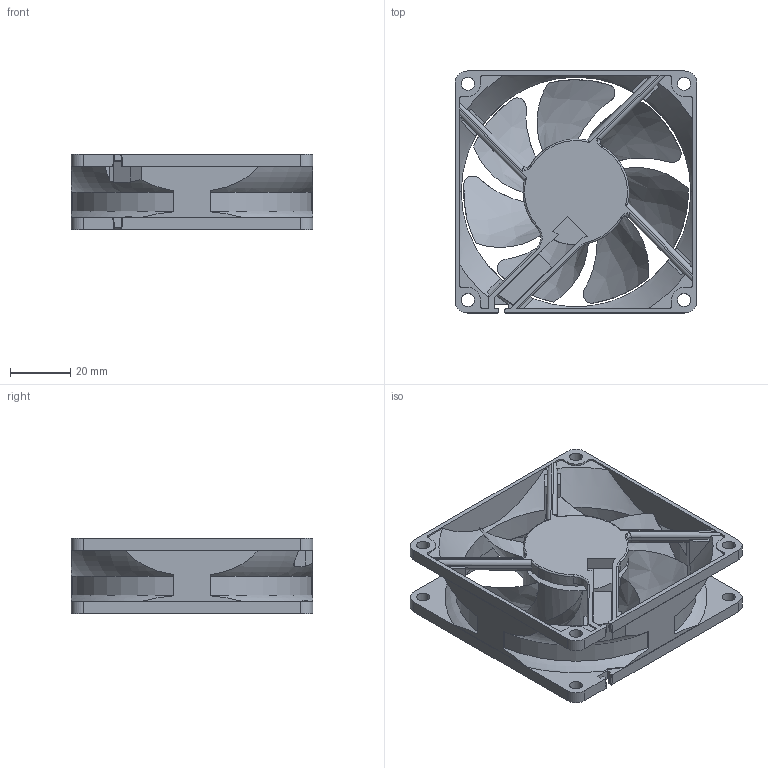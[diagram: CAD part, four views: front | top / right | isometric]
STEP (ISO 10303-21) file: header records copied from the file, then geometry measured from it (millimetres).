
FILE_DESCRIPTION (( 'STEP AP203' ), '1' );
FILE_NAME ('NMB_3110KL.STEP', '2016-08-03T20:54:02', ( 'Admin' ), ( '' ), 'SwSTEP 2.0', 'SolidWorks 2013', '' );
FILE_SCHEMA (( 'CONFIG_CONTROL_DESIGN' ));
Length unit declared in the file: millimetre
Products named in the file (1): NMB_3110KL
Bounding box: 80 x 80 x 25 mm (x, y, z)
Volume: 43560.8 mm3; surface area: 34686.9 mm2
Topology: 2 solids, 2 shells, 328 faces, 907 edges, 583 vertices
Faces by surface type: plane 133, cylinder 122, torus 37, bspline 34, cone 2
Entity records: 12983 total; most frequent: CARTESIAN_POINT 4889, ORIENTED_EDGE 1808, DIRECTION 1523, EDGE_CURVE 904, VERTEX_POINT 583, AXIS2_PLACEMENT_3D 562, LINE 399, VECTOR 399
